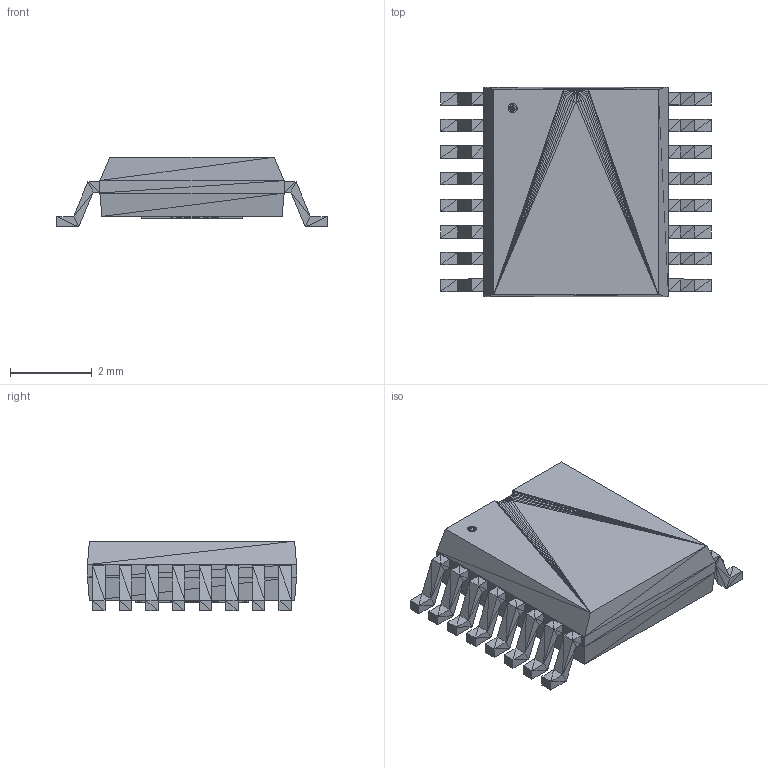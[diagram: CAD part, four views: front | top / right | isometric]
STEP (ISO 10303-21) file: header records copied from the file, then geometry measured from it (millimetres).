
FILE_DESCRIPTION(('STEP AP214'),'1');
FILE_NAME('PWP16_3P4X2P46-M','2018-11-18T05:28:21',(''),(''),'','','');
FILE_SCHEMA(('AUTOMOTIVE_DESIGN'));
Length unit declared in the file: millimetre
Products named in the file (1): product
Bounding box: 6.6 x 5.11 x 1.7 mm (x, y, z)
Surface area: 113.7 mm2 (no closed solid volume)
Topology: 0 solids, 737 shells, 737 faces, 2211 edges, 2211 vertices
Faces by surface type: plane 737
Entity records: 24380 total; most frequent: CARTESIAN_POINT 5160, DIRECTION 3687, ORIENTED_EDGE 2211, EDGE_CURVE 2211, VERTEX_POINT 2211, LINE 2211, VECTOR 2211, AXIS2_PLACEMENT_3D 738
